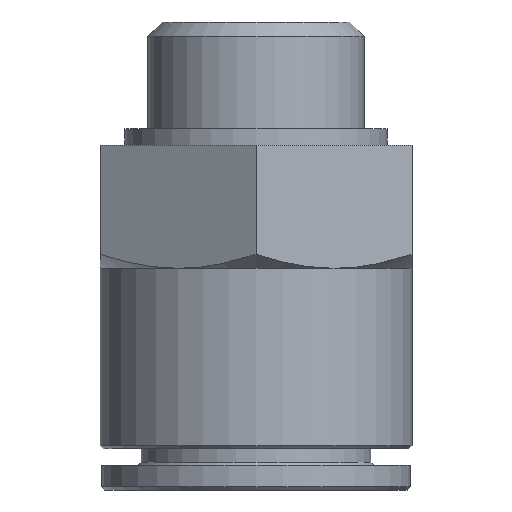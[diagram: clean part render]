
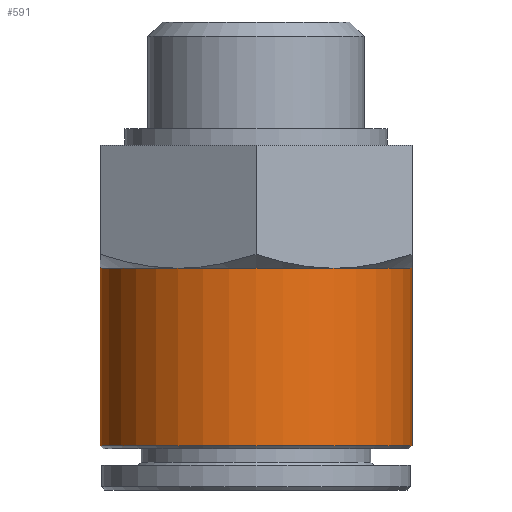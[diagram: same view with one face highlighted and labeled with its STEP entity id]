
A CAD part, front view. The second image highlights one B-rep face of the part: STEP entity #591.
In plain terms, the highlighted cylindrical face has radius 9.5 mm (diameter 19 mm), a full revolution.
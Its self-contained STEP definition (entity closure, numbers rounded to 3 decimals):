
#82=CYLINDRICAL_SURFACE('',#661,9.5);
#111=CIRCLE('',#635,9.5);
#112=CIRCLE('',#637,9.5);
#113=CIRCLE('',#639,9.5);
#114=CIRCLE('',#641,9.5);
#115=CIRCLE('',#643,9.5);
#124=CIRCLE('',#660,9.5);
#125=CIRCLE('',#662,9.5);
#171=ORIENTED_EDGE('',*,*,#303,.F.);
#172=ORIENTED_EDGE('',*,*,#306,.F.);
#173=ORIENTED_EDGE('',*,*,#318,.F.);
#174=ORIENTED_EDGE('',*,*,#296,.F.);
#175=ORIENTED_EDGE('',*,*,#297,.F.);
#176=ORIENTED_EDGE('',*,*,#300,.F.);
#177=ORIENTED_EDGE('',*,*,#317,.T.);
#296=EDGE_CURVE('',#373,#371,#111,.T.);
#297=EDGE_CURVE('',#374,#373,#112,.T.);
#300=EDGE_CURVE('',#376,#374,#113,.T.);
#303=EDGE_CURVE('',#378,#376,#114,.T.);
#306=EDGE_CURVE('',#380,#378,#115,.T.);
#317=EDGE_CURVE('',#390,#390,#124,.T.);
#318=EDGE_CURVE('',#371,#380,#125,.T.);
#371=VERTEX_POINT('',#888);
#373=VERTEX_POINT('',#894);
#374=VERTEX_POINT('',#898);
#376=VERTEX_POINT('',#910);
#378=VERTEX_POINT('',#922);
#380=VERTEX_POINT('',#934);
#390=VERTEX_POINT('',#969);
#463=EDGE_LOOP('',(#171,#172,#173,#174,#175,#176));
#464=EDGE_LOOP('',(#177));
#525=FACE_BOUND('',#463,.T.);
#526=FACE_BOUND('',#464,.T.);
#591=ADVANCED_FACE('',(#525,#526),#82,.T.);
#635=AXIS2_PLACEMENT_3D('',#895,#710,#711);
#637=AXIS2_PLACEMENT_3D('',#897,#714,#715);
#639=AXIS2_PLACEMENT_3D('',#909,#718,#719);
#641=AXIS2_PLACEMENT_3D('',#921,#722,#723);
#643=AXIS2_PLACEMENT_3D('',#933,#726,#727);
#660=AXIS2_PLACEMENT_3D('',#968,#760,#761);
#661=AXIS2_PLACEMENT_3D('',#970,#762,#763);
#662=AXIS2_PLACEMENT_3D('',#971,#764,#765);
#710=DIRECTION('',(0.,0.,1.));
#711=DIRECTION('',(1.,0.,0.));
#714=DIRECTION('',(0.,0.,1.));
#715=DIRECTION('',(1.,0.,0.));
#718=DIRECTION('',(0.,0.,1.));
#719=DIRECTION('',(1.,0.,0.));
#722=DIRECTION('',(0.,0.,1.));
#723=DIRECTION('',(1.,0.,0.));
#726=DIRECTION('',(0.,0.,1.));
#727=DIRECTION('',(1.,0.,0.));
#760=DIRECTION('',(0.,0.,1.));
#761=DIRECTION('',(1.,0.,0.));
#762=DIRECTION('',(0.,0.,1.));
#763=DIRECTION('',(1.,0.,0.));
#764=DIRECTION('',(0.,0.,1.));
#765=DIRECTION('',(1.,0.,0.));
#888=CARTESIAN_POINT('',(-4.75,-8.227,-8.5));
#894=CARTESIAN_POINT('',(-9.5,0.,-8.5));
#895=CARTESIAN_POINT('',(0.,0.,-8.5));
#897=CARTESIAN_POINT('',(0.,0.,-8.5));
#898=CARTESIAN_POINT('',(-4.75,8.227,-8.5));
#909=CARTESIAN_POINT('',(0.,0.,-8.5));
#910=CARTESIAN_POINT('',(4.75,8.227,-8.5));
#921=CARTESIAN_POINT('',(0.,0.,-8.5));
#922=CARTESIAN_POINT('',(9.5,0.,-8.5));
#933=CARTESIAN_POINT('',(0.,0.,-8.5));
#934=CARTESIAN_POINT('',(4.75,-8.227,-8.5));
#968=CARTESIAN_POINT('',(0.,0.,-19.3));
#969=CARTESIAN_POINT('',(9.5,0.,-19.3));
#970=CARTESIAN_POINT('',(0.,0.,0.));
#971=CARTESIAN_POINT('',(0.,0.,-8.5));
